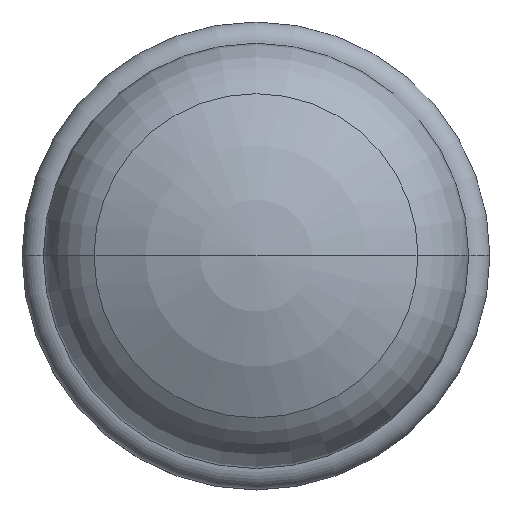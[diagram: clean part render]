
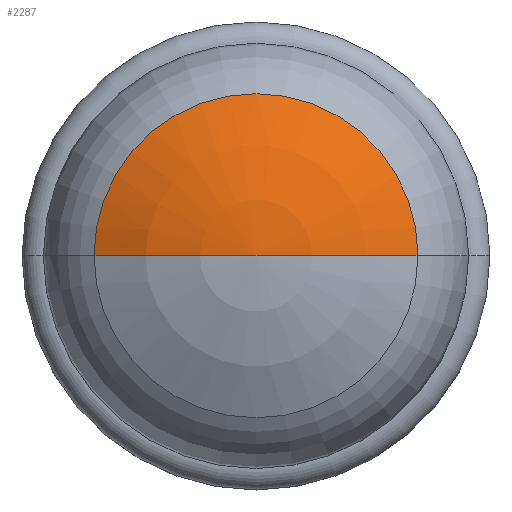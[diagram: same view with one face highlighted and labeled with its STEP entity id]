
A CAD part, top view. The second image highlights one B-rep face of the part: STEP entity #2287.
In plain terms, the highlighted toroidal (fillet/blend) face has major radius 0 mm and minor radius 158 mm.
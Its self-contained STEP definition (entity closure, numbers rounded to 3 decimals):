
#78 = AXIS2_PLACEMENT_3D ( 'NONE', #3065, #2149, #749 ) ;
#163 = CARTESIAN_POINT ( 'NONE',  ( 0., 0., 247.687 ) ) ;
#178 = ORIENTED_EDGE ( 'NONE', *, *, #2281, .T. ) ;
#206 = CIRCLE ( 'NONE', #1503, 76.178 ) ;
#474 = DIRECTION ( 'NONE',  ( 1., 0., 0. ) ) ;
#538 = DIRECTION ( 'NONE',  ( -1., 0., 0. ) ) ;
#719 = CARTESIAN_POINT ( 'NONE',  ( 76.178, 0., 386.11 ) ) ;
#749 = DIRECTION ( 'NONE',  ( 0., 0., -1. ) ) ;
#925 = CARTESIAN_POINT ( 'NONE',  ( -76.179, 0., 386.11 ) ) ;
#953 = AXIS2_PLACEMENT_3D ( 'NONE', #2442, #3024, #538 ) ;
#998 = EDGE_CURVE ( 'NONE', #2896, #1289, #1991, .T. ) ;
#1048 = DIRECTION ( 'NONE',  ( 1., 0., 0. ) ) ;
#1281 = DIRECTION ( 'NONE',  ( 0., 0., 1. ) ) ;
#1289 = VERTEX_POINT ( 'NONE', #1797 ) ;
#1387 = EDGE_CURVE ( 'NONE', #3360, #1289, #2286, .T. ) ;
#1503 = AXIS2_PLACEMENT_3D ( 'NONE', #2959, #3534, #1048 ) ;
#1797 = CARTESIAN_POINT ( 'NONE',  ( 0., 0., 405.687 ) ) ;
#1991 = CIRCLE ( 'NONE', #953, 158. ) ;
#2149 = DIRECTION ( 'NONE',  ( 0., -1., 0. ) ) ;
#2249 = TOROIDAL_SURFACE ( 'NONE', #3515, 0., 158. ) ;
#2281 = EDGE_CURVE ( 'NONE', #3360, #2896, #206, .T. ) ;
#2286 = CIRCLE ( 'NONE', #78, 158. ) ;
#2287 = ADVANCED_FACE ( 'NONE', ( #2975 ), #2249, .T. ) ;
#2442 = CARTESIAN_POINT ( 'NONE',  ( 0., 0., 247.687 ) ) ;
#2896 = VERTEX_POINT ( 'NONE', #925 ) ;
#2959 = CARTESIAN_POINT ( 'NONE',  ( 0., 0., 386.11 ) ) ;
#2975 = FACE_OUTER_BOUND ( 'NONE', #3139, .T. ) ;
#3024 = DIRECTION ( 'NONE',  ( 0., 1., 0. ) ) ;
#3065 = CARTESIAN_POINT ( 'NONE',  ( 0., 0., 247.687 ) ) ;
#3125 = ORIENTED_EDGE ( 'NONE', *, *, #998, .T. ) ;
#3139 = EDGE_LOOP ( 'NONE', ( #178, #3125, #3348 ) ) ;
#3348 = ORIENTED_EDGE ( 'NONE', *, *, #1387, .F. ) ;
#3360 = VERTEX_POINT ( 'NONE', #719 ) ;
#3515 = AXIS2_PLACEMENT_3D ( 'NONE', #163, #1281, #474 ) ;
#3534 = DIRECTION ( 'NONE',  ( 0., 0., 1. ) ) ;
